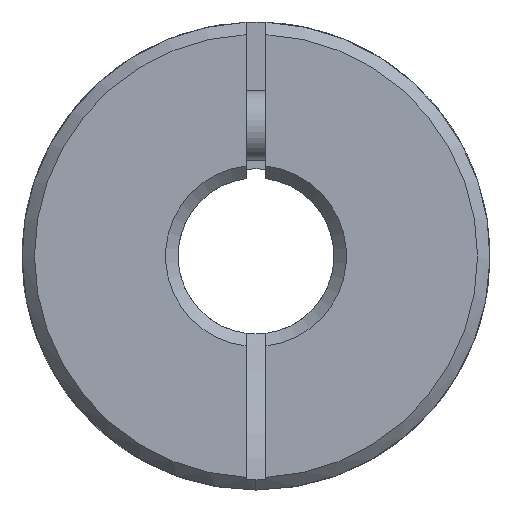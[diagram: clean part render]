
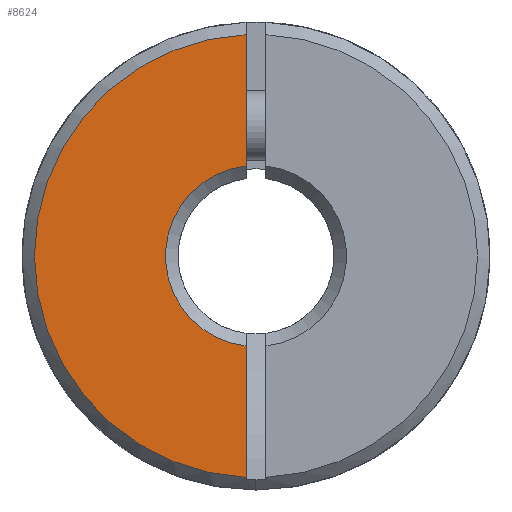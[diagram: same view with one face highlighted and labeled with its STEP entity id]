
A CAD part, left-side view. The second image highlights one B-rep face of the part: STEP entity #8624.
In plain terms, the highlighted planar face has unit normal (-1, 0, 0).
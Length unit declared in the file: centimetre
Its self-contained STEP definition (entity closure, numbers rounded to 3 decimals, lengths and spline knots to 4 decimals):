
#2643 = LINE ( 'NONE', #3881, #2644 ) ;
#2644 = VECTOR ( 'NONE', #3882, 100. ) ;
#2647 = CIRCLE ( 'NONE', #4059, 0.3683 ) ;
#3749 = CARTESIAN_POINT ( 'NONE',  ( -1.143, 0.0406, -0.3661 ) ) ;
#3881 = CARTESIAN_POINT ( 'NONE',  ( -1.143, 0.0406, 0. ) ) ;
#3882 = DIRECTION ( 'NONE',  ( 0., 0., -1. ) ) ;
#4059 = AXIS2_PLACEMENT_3D ( 'NONE', #4207, #4208, #4209 ) ;
#4207 = CARTESIAN_POINT ( 'NONE',  ( -1.143, 0., 0. ) ) ;
#4208 = DIRECTION ( 'NONE',  ( -1., 0., 0. ) ) ;
#4209 = DIRECTION ( 'NONE',  ( 0., 0., 1. ) ) ;
#5884 = LINE ( 'NONE', #11929, #5887 ) ;
#5887 = VECTOR ( 'NONE', #11931, 100. ) ;
#5988 = FACE_OUTER_BOUND ( 'NONE', #10759, .T. ) ;
#7499 = AXIS2_PLACEMENT_3D ( 'NONE', #12683, #12693, #12694 ) ;
#8494 = EDGE_CURVE ( 'NONE', #9490, #9552, #11139, .T. ) ;
#8519 = EDGE_CURVE ( 'NONE', #9545, #9552, #5884, .T. ) ;
#8534 = AXIS2_PLACEMENT_3D ( 'NONE', #11842, #11843, #11844 ) ;
#8624 = ADVANCED_FACE ( 'NONE', ( #5988 ), #12691, .F. ) ;
#8635 = ORIENTED_EDGE ( 'NONE', *, *, #11196, .F. ) ;
#9490 = VERTEX_POINT ( 'NONE', #12846 ) ;
#9545 = VERTEX_POINT ( 'NONE', #12863 ) ;
#9552 = VERTEX_POINT ( 'NONE', #12879 ) ;
#10074 = ORIENTED_EDGE ( 'NONE', *, *, #8494, .F. ) ;
#10677 = ORIENTED_EDGE ( 'NONE', *, *, #8519, .T. ) ;
#10759 = EDGE_LOOP ( 'NONE', ( #11164, #10677, #10074, #8635 ) ) ;
#10813 = VERTEX_POINT ( 'NONE', #3749 ) ;
#11139 = CIRCLE ( 'NONE', #8534, 0.9017 ) ;
#11164 = ORIENTED_EDGE ( 'NONE', *, *, #11302, .F. ) ;
#11196 = EDGE_CURVE ( 'NONE', #10813, #9490, #2643, .T. ) ;
#11302 = EDGE_CURVE ( 'NONE', #9545, #10813, #2647, .T. ) ;
#11842 = CARTESIAN_POINT ( 'NONE',  ( -1.143, 0., 0. ) ) ;
#11843 = DIRECTION ( 'NONE',  ( 1., 0., 0. ) ) ;
#11844 = DIRECTION ( 'NONE',  ( 0., 0., -1. ) ) ;
#11929 = CARTESIAN_POINT ( 'NONE',  ( -1.143, 0.0406, 0.0928 ) ) ;
#11931 = DIRECTION ( 'NONE',  ( 0., 0., 1. ) ) ;
#12683 = CARTESIAN_POINT ( 'NONE',  ( -1.143, 0., 0. ) ) ;
#12691 = PLANE ( 'NONE',  #7499 ) ;
#12693 = DIRECTION ( 'NONE',  ( 1., 0., 0. ) ) ;
#12694 = DIRECTION ( 'NONE',  ( 0., 0., -1. ) ) ;
#12846 = CARTESIAN_POINT ( 'NONE',  ( -1.143, 0.0406, -0.9008 ) ) ;
#12863 = CARTESIAN_POINT ( 'NONE',  ( -1.143, 0.0406, 0.3661 ) ) ;
#12879 = CARTESIAN_POINT ( 'NONE',  ( -1.143, 0.0406, 0.9008 ) ) ;
